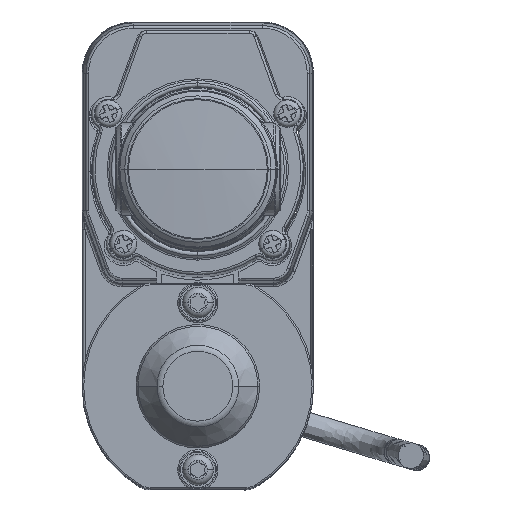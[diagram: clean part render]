
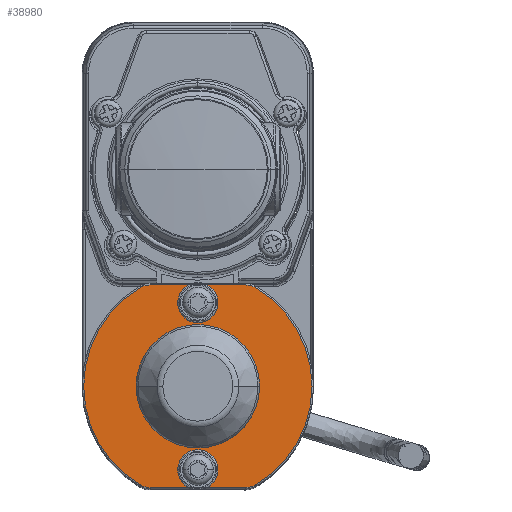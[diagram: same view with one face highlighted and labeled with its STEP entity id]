
A CAD part, top view. The second image highlights one B-rep face of the part: STEP entity #38980.
In plain terms, the highlighted planar face has unit normal (0, 0, 1).
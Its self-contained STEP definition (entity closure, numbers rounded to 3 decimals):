
#3385 = FACE_BOUND ( 'NONE', #19398, .T. ) ;
#3438 = FACE_BOUND ( 'NONE', #19421, .T. ) ;
#3486 = FACE_OUTER_BOUND ( 'NONE', #19414, .T. ) ;
#3488 = FACE_BOUND ( 'NONE', #19387, .T. ) ;
#6076 = DIRECTION ( 'NONE',  ( 0., 0., 1. ) ) ;
#6082 = DIRECTION ( 'NONE',  ( 1., 0., 0. ) ) ;
#6099 = CARTESIAN_POINT ( 'NONE',  ( 0., -58.072, 61.4 ) ) ;
#6131 = DIRECTION ( 'NONE',  ( 0., 0., 1. ) ) ;
#6160 = CARTESIAN_POINT ( 'NONE',  ( 9.287, -57.822, 61.4 ) ) ;
#6161 = DIRECTION ( 'NONE',  ( 1., 0., 0. ) ) ;
#6202 = DIRECTION ( 'NONE',  ( -1., 0., 0. ) ) ;
#6207 = CARTESIAN_POINT ( 'NONE',  ( 0., -25.572, 61.4 ) ) ;
#6209 = DIRECTION ( 'NONE',  ( 0., 0., -1. ) ) ;
#6216 = CARTESIAN_POINT ( 'NONE',  ( 0., -22.122, 61.4 ) ) ;
#6218 = DIRECTION ( 'NONE',  ( 0., 0., 1. ) ) ;
#6225 = DIRECTION ( 'NONE',  ( 1., 0., 0. ) ) ;
#6235 = DIRECTION ( 'NONE',  ( -1., 0., 0. ) ) ;
#6240 = CARTESIAN_POINT ( 'NONE',  ( 0., -41.822, 61.4 ) ) ;
#6249 = CARTESIAN_POINT ( 'NONE',  ( 0., -58.072, 61.4 ) ) ;
#6254 = DIRECTION ( 'NONE',  ( 0., 0., 1. ) ) ;
#6255 = DIRECTION ( 'NONE',  ( 1., 0., 0. ) ) ;
#6264 = DIRECTION ( 'NONE',  ( 0., 0., 1. ) ) ;
#6267 = DIRECTION ( 'NONE',  ( 1., 0., 0. ) ) ;
#6271 = CARTESIAN_POINT ( 'NONE',  ( -9.287, -57.822, 61.4 ) ) ;
#6274 = CARTESIAN_POINT ( 'NONE',  ( 0., -25.572, 61.4 ) ) ;
#6284 = CARTESIAN_POINT ( 'NONE',  ( -9.287, -25.822, 61.4 ) ) ;
#6303 = DIRECTION ( 'NONE',  ( 0., 0., 1. ) ) ;
#6307 = DIRECTION ( 'NONE',  ( 0., 0., 1. ) ) ;
#6315 = DIRECTION ( 'NONE',  ( 1., 0., 0. ) ) ;
#6329 = DIRECTION ( 'NONE',  ( 1., 0., 0. ) ) ;
#8116 = AXIS2_PLACEMENT_3D ( 'NONE', #6099, #6076, #6082 ) ;
#8120 = AXIS2_PLACEMENT_3D ( 'NONE', #6160, #6131, #6161 ) ;
#8154 = AXIS2_PLACEMENT_3D ( 'NONE', #6274, #6307, #6315 ) ;
#8165 = AXIS2_PLACEMENT_3D ( 'NONE', #6240, #6209, #6202 ) ;
#8169 = AXIS2_PLACEMENT_3D ( 'NONE', #15825, #15859, #15864 ) ;
#8175 = AXIS2_PLACEMENT_3D ( 'NONE', #6271, #6303, #6329 ) ;
#8182 = AXIS2_PLACEMENT_3D ( 'NONE', #6249, #6254, #6255 ) ;
#8196 = AXIS2_PLACEMENT_3D ( 'NONE', #6207, #6218, #6225 ) ;
#8197 = AXIS2_PLACEMENT_3D ( 'NONE', #15965, #15966, #15967 ) ;
#8204 = AXIS2_PLACEMENT_3D ( 'NONE', #6284, #6264, #6267 ) ;
#8211 = AXIS2_PLACEMENT_3D ( 'NONE', #15885, #15886, #15908 ) ;
#8228 = AXIS2_PLACEMENT_3D ( 'NONE', #37953, #38030, #37939 ) ;
#8237 = AXIS2_PLACEMENT_3D ( 'NONE', #30415, #30430, #30413 ) ;
#12857 = EDGE_CURVE ( 'NONE', #33186, #33191, #27460, .T. ) ;
#12872 = EDGE_CURVE ( 'NONE', #33223, #33137, #27518, .T. ) ;
#12905 = EDGE_CURVE ( 'NONE', #33200, #33183, #27535, .T. ) ;
#12913 = EDGE_CURVE ( 'NONE', #33183, #33179, #27533, .T. ) ;
#12923 = EDGE_CURVE ( 'NONE', #33188, #33223, #27550, .T. ) ;
#12931 = EDGE_CURVE ( 'NONE', #33180, #33208, #27563, .T. ) ;
#12943 = EDGE_CURVE ( 'NONE', #33219, #33174, #27567, .T. ) ;
#12944 = EDGE_CURVE ( 'NONE', #33179, #33203, #27580, .T. ) ;
#12954 = EDGE_CURVE ( 'NONE', #33207, #33227, #27568, .T. ) ;
#12966 = EDGE_CURVE ( 'NONE', #33203, #33180, #27602, .T. ) ;
#12968 = EDGE_CURVE ( 'NONE', #33191, #33186, #27629, .T. ) ;
#12975 = EDGE_CURVE ( 'NONE', #33208, #33188, #27615, .T. ) ;
#12976 = EDGE_CURVE ( 'NONE', #33227, #33207, #27643, .T. ) ;
#13017 = EDGE_CURVE ( 'NONE', #33137, #33200, #27651, .T. ) ;
#13045 = EDGE_CURVE ( 'NONE', #33174, #33219, #27735, .T. ) ;
#15825 = CARTESIAN_POINT ( 'NONE',  ( 9.287, -25.822, 61.4 ) ) ;
#15851 = CARTESIAN_POINT ( 'NONE',  ( 0., -61.522, 61.4 ) ) ;
#15852 = DIRECTION ( 'NONE',  ( 1., 0., 0. ) ) ;
#15859 = DIRECTION ( 'NONE',  ( 0., 0., 1. ) ) ;
#15864 = DIRECTION ( 'NONE',  ( 1., 0., 0. ) ) ;
#15885 = CARTESIAN_POINT ( 'NONE',  ( 0., -41.822, 61.4 ) ) ;
#15886 = DIRECTION ( 'NONE',  ( 0., 0., 1. ) ) ;
#15908 = DIRECTION ( 'NONE',  ( 1., 0., 0. ) ) ;
#15965 = CARTESIAN_POINT ( 'NONE',  ( 0., -41.822, 61.4 ) ) ;
#15966 = DIRECTION ( 'NONE',  ( 0., 0., 1. ) ) ;
#15967 = DIRECTION ( 'NONE',  ( 1., 0., 0. ) ) ;
#19387 = EDGE_LOOP ( 'NONE', ( #33690, #33737 ) ) ;
#19398 = EDGE_LOOP ( 'NONE', ( #33719, #33729 ) ) ;
#19414 = EDGE_LOOP ( 'NONE', ( #33782, #33717, #33728, #33716, #33731, #33735, #33698, #33683, #33702 ) ) ;
#19421 = EDGE_LOOP ( 'NONE', ( #33679, #33710 ) ) ;
#22565 = DIRECTION ( 'NONE',  ( 0., 0., 1. ) ) ;
#22584 = CARTESIAN_POINT ( 'NONE',  ( 0., -19.322, 61.4 ) ) ;
#22589 = PLANE ( 'NONE',  #27183 ) ;
#22597 = DIRECTION ( 'NONE',  ( 1., 0., 0. ) ) ;
#22782 = CARTESIAN_POINT ( 'NONE',  ( 11.145, -61.022, 61.4 ) ) ;
#22836 = CARTESIAN_POINT ( 'NONE',  ( -3.4, -58.072, 61.4 ) ) ;
#22840 = CARTESIAN_POINT ( 'NONE',  ( -12., -41.822, 61.4 ) ) ;
#22841 = CARTESIAN_POINT ( 'NONE',  ( -11.145, -61.022, 61.4 ) ) ;
#22846 = CARTESIAN_POINT ( 'NONE',  ( 22.2, -41.822, 61.4 ) ) ;
#22862 = CARTESIAN_POINT ( 'NONE',  ( -11.145, -22.622, 61.4 ) ) ;
#22863 = CARTESIAN_POINT ( 'NONE',  ( -9.287, -22.122, 61.4 ) ) ;
#22865 = CARTESIAN_POINT ( 'NONE',  ( -3.4, -25.572, 61.4 ) ) ;
#22875 = CARTESIAN_POINT ( 'NONE',  ( 9.287, -22.122, 61.4 ) ) ;
#22884 = CARTESIAN_POINT ( 'NONE',  ( 3.4, -58.072, 61.4 ) ) ;
#22891 = CARTESIAN_POINT ( 'NONE',  ( 11.145, -22.622, 61.4 ) ) ;
#22892 = CARTESIAN_POINT ( 'NONE',  ( -9.287, -61.522, 61.4 ) ) ;
#22939 = CARTESIAN_POINT ( 'NONE',  ( 9.287, -61.522, 61.4 ) ) ;
#22941 = CARTESIAN_POINT ( 'NONE',  ( 3.4, -25.572, 61.4 ) ) ;
#22953 = CARTESIAN_POINT ( 'NONE',  ( 12., -41.822, 61.4 ) ) ;
#27183 = AXIS2_PLACEMENT_3D ( 'NONE', #22584, #22565, #22597 ) ;
#27460 = CIRCLE ( 'NONE', #8116, 3.4 ) ;
#27518 = CIRCLE ( 'NONE', #8120, 3.7 ) ;
#27530 = VECTOR ( 'NONE', #15852, 1000. ) ;
#27533 = CIRCLE ( 'NONE', #8169, 3.7 ) ;
#27535 = CIRCLE ( 'NONE', #8197, 22.2 ) ;
#27550 = LINE ( 'NONE', #15851, #27530 ) ;
#27563 = CIRCLE ( 'NONE', #8211, 22.2 ) ;
#27567 = CIRCLE ( 'NONE', #8165, 12. ) ;
#27568 = CIRCLE ( 'NONE', #8196, 3.4 ) ;
#27580 = LINE ( 'NONE', #6216, #27589 ) ;
#27589 = VECTOR ( 'NONE', #6235, 1000. ) ;
#27602 = CIRCLE ( 'NONE', #8204, 3.7 ) ;
#27615 = CIRCLE ( 'NONE', #8175, 3.7 ) ;
#27629 = CIRCLE ( 'NONE', #8182, 3.4 ) ;
#27643 = CIRCLE ( 'NONE', #8154, 3.4 ) ;
#27651 = CIRCLE ( 'NONE', #8228, 22.2 ) ;
#27735 = CIRCLE ( 'NONE', #8237, 12. ) ;
#30413 = DIRECTION ( 'NONE',  ( -1., 0., 0. ) ) ;
#30415 = CARTESIAN_POINT ( 'NONE',  ( 0., -41.822, 61.4 ) ) ;
#30430 = DIRECTION ( 'NONE',  ( 0., 0., -1. ) ) ;
#33137 = VERTEX_POINT ( 'NONE', #22782 ) ;
#33174 = VERTEX_POINT ( 'NONE', #22840 ) ;
#33179 = VERTEX_POINT ( 'NONE', #22875 ) ;
#33180 = VERTEX_POINT ( 'NONE', #22862 ) ;
#33183 = VERTEX_POINT ( 'NONE', #22891 ) ;
#33186 = VERTEX_POINT ( 'NONE', #22836 ) ;
#33188 = VERTEX_POINT ( 'NONE', #22892 ) ;
#33191 = VERTEX_POINT ( 'NONE', #22884 ) ;
#33200 = VERTEX_POINT ( 'NONE', #22846 ) ;
#33203 = VERTEX_POINT ( 'NONE', #22863 ) ;
#33207 = VERTEX_POINT ( 'NONE', #22865 ) ;
#33208 = VERTEX_POINT ( 'NONE', #22841 ) ;
#33219 = VERTEX_POINT ( 'NONE', #22953 ) ;
#33223 = VERTEX_POINT ( 'NONE', #22939 ) ;
#33227 = VERTEX_POINT ( 'NONE', #22941 ) ;
#33679 = ORIENTED_EDGE ( 'NONE', *, *, #12968, .F. ) ;
#33683 = ORIENTED_EDGE ( 'NONE', *, *, #12923, .T. ) ;
#33690 = ORIENTED_EDGE ( 'NONE', *, *, #12976, .F. ) ;
#33698 = ORIENTED_EDGE ( 'NONE', *, *, #12975, .T. ) ;
#33702 = ORIENTED_EDGE ( 'NONE', *, *, #12872, .T. ) ;
#33710 = ORIENTED_EDGE ( 'NONE', *, *, #12857, .F. ) ;
#33716 = ORIENTED_EDGE ( 'NONE', *, *, #12944, .T. ) ;
#33717 = ORIENTED_EDGE ( 'NONE', *, *, #12905, .T. ) ;
#33719 = ORIENTED_EDGE ( 'NONE', *, *, #13045, .T. ) ;
#33728 = ORIENTED_EDGE ( 'NONE', *, *, #12913, .T. ) ;
#33729 = ORIENTED_EDGE ( 'NONE', *, *, #12943, .T. ) ;
#33731 = ORIENTED_EDGE ( 'NONE', *, *, #12966, .T. ) ;
#33735 = ORIENTED_EDGE ( 'NONE', *, *, #12931, .T. ) ;
#33737 = ORIENTED_EDGE ( 'NONE', *, *, #12954, .F. ) ;
#33782 = ORIENTED_EDGE ( 'NONE', *, *, #13017, .T. ) ;
#37939 = DIRECTION ( 'NONE',  ( 1., 0., 0. ) ) ;
#37953 = CARTESIAN_POINT ( 'NONE',  ( 0., -41.822, 61.4 ) ) ;
#38030 = DIRECTION ( 'NONE',  ( 0., 0., 1. ) ) ;
#38980 = ADVANCED_FACE ( 'NONE', ( #3486, #3488, #3438, #3385 ), #22589, .T. ) ;
